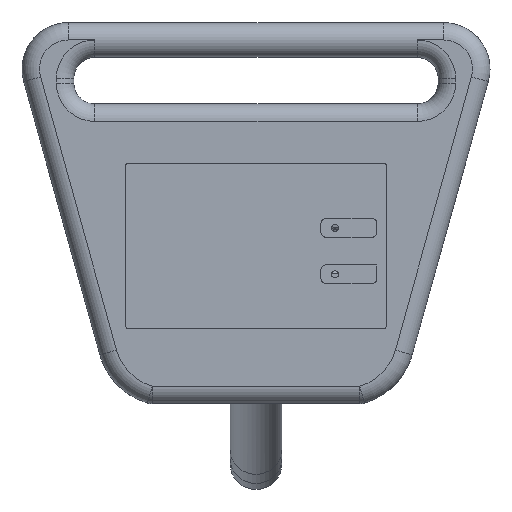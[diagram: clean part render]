
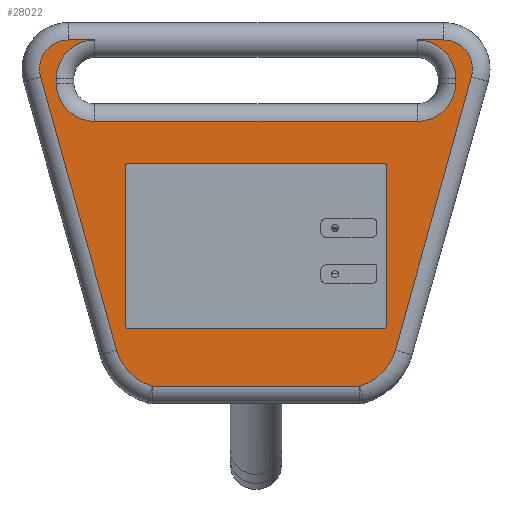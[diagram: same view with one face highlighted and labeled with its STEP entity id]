
A CAD part, top view. The second image highlights one B-rep face of the part: STEP entity #28022.
In plain terms, the highlighted planar face has unit normal (0, 0, 1).
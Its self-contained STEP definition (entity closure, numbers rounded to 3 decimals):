
#310=FACE_BOUND('',#5837,.T.);
#685=PLANE('',#29455);
#4166=FACE_OUTER_BOUND('',#5836,.T.);
#5836=EDGE_LOOP('',(#23221,#23222,#23223,#23224,#23225,#23226,#23227,#23228,
#23229,#23230,#23231,#23232,#23233,#23234,#23235,#23236));
#5837=EDGE_LOOP('',(#23237,#23238,#23239,#23240,#23241,#23242,#23243,#23244));
#6687=CIRCLE('',#29252,1.);
#6689=CIRCLE('',#29256,1.);
#6691=CIRCLE('',#29260,1.);
#6693=CIRCLE('',#29264,1.);
#6721=CIRCLE('',#29352,16.5);
#6725=CIRCLE('',#29357,16.5);
#6729=CIRCLE('',#29363,16.5);
#6733=CIRCLE('',#29369,16.5);
#6766=CIRCLE('',#29432,12.5);
#6770=CIRCLE('',#29438,12.5);
#6773=CIRCLE('',#29443,22.5);
#6775=CIRCLE('',#29447,22.5);
#8197=LINE('',#48452,#10223);
#8202=LINE('',#48466,#10228);
#8206=LINE('',#48478,#10232);
#8210=LINE('',#48490,#10236);
#8281=LINE('',#49285,#10307);
#8283=LINE('',#49297,#10309);
#8284=LINE('',#49304,#10310);
#8299=LINE('',#49591,#10325);
#8302=LINE('',#49606,#10328);
#8303=LINE('',#49607,#10329);
#8305=LINE('',#49619,#10331);
#8306=LINE('',#49624,#10332);
#10223=VECTOR('',#32349,10.);
#10228=VECTOR('',#32362,10.);
#10232=VECTOR('',#32374,10.);
#10236=VECTOR('',#32386,10.);
#10307=VECTOR('',#32651,10.);
#10309=VECTOR('',#32665,10.);
#10310=VECTOR('',#32676,10.);
#10325=VECTOR('',#32805,10.);
#10328=VECTOR('',#32822,10.);
#10329=VECTOR('',#32823,10.);
#10331=VECTOR('',#32837,10.);
#10332=VECTOR('',#32846,10.);
#12582=VERTEX_POINT('',#48450);
#12583=VERTEX_POINT('',#48451);
#12586=VERTEX_POINT('',#48459);
#12588=VERTEX_POINT('',#48465);
#12590=VERTEX_POINT('',#48471);
#12592=VERTEX_POINT('',#48477);
#12594=VERTEX_POINT('',#48483);
#12596=VERTEX_POINT('',#48489);
#12682=VERTEX_POINT('',#49269);
#12683=VERTEX_POINT('',#49271);
#12684=VERTEX_POINT('',#49275);
#12685=VERTEX_POINT('',#49277);
#12686=VERTEX_POINT('',#49281);
#12688=VERTEX_POINT('',#49287);
#12690=VERTEX_POINT('',#49293);
#12692=VERTEX_POINT('',#49299);
#12695=VERTEX_POINT('',#49313);
#12697=VERTEX_POINT('',#49318);
#12718=VERTEX_POINT('',#49588);
#12719=VERTEX_POINT('',#49590);
#12721=VERTEX_POINT('',#49596);
#12723=VERTEX_POINT('',#49602);
#12725=VERTEX_POINT('',#49609);
#12727=VERTEX_POINT('',#49615);
#16165=EDGE_CURVE('',#12582,#12583,#8197,.T.);
#16169=EDGE_CURVE('',#12583,#12586,#6687,.T.);
#16172=EDGE_CURVE('',#12586,#12588,#8202,.T.);
#16175=EDGE_CURVE('',#12588,#12590,#6689,.T.);
#16178=EDGE_CURVE('',#12590,#12592,#8206,.T.);
#16181=EDGE_CURVE('',#12592,#12594,#6691,.T.);
#16184=EDGE_CURVE('',#12594,#12596,#8210,.T.);
#16187=EDGE_CURVE('',#12596,#12582,#6693,.T.);
#16320=EDGE_CURVE('',#12682,#12683,#6721,.T.);
#16324=EDGE_CURVE('',#12685,#12684,#6725,.T.);
#16327=EDGE_CURVE('',#12684,#12686,#8281,.T.);
#16330=EDGE_CURVE('',#12686,#12688,#6729,.T.);
#16333=EDGE_CURVE('',#12688,#12690,#8283,.T.);
#16336=EDGE_CURVE('',#12690,#12692,#6733,.T.);
#16337=EDGE_CURVE('',#12692,#12682,#8284,.T.);
#16389=EDGE_CURVE('',#12718,#12719,#8299,.T.);
#16394=EDGE_CURVE('',#12719,#12721,#6766,.T.);
#16397=EDGE_CURVE('',#12721,#12685,#8302,.T.);
#16398=EDGE_CURVE('',#12683,#12723,#8303,.T.);
#16401=EDGE_CURVE('',#12723,#12725,#6770,.T.);
#16404=EDGE_CURVE('',#12725,#12727,#8305,.T.);
#16406=EDGE_CURVE('',#12727,#12697,#6773,.T.);
#16407=EDGE_CURVE('',#12697,#12695,#8306,.T.);
#16410=EDGE_CURVE('',#12695,#12718,#6775,.T.);
#23221=ORIENTED_EDGE('',*,*,#16324,.F.);
#23222=ORIENTED_EDGE('',*,*,#16397,.F.);
#23223=ORIENTED_EDGE('',*,*,#16394,.F.);
#23224=ORIENTED_EDGE('',*,*,#16389,.F.);
#23225=ORIENTED_EDGE('',*,*,#16410,.F.);
#23226=ORIENTED_EDGE('',*,*,#16407,.F.);
#23227=ORIENTED_EDGE('',*,*,#16406,.F.);
#23228=ORIENTED_EDGE('',*,*,#16404,.F.);
#23229=ORIENTED_EDGE('',*,*,#16401,.F.);
#23230=ORIENTED_EDGE('',*,*,#16398,.F.);
#23231=ORIENTED_EDGE('',*,*,#16320,.F.);
#23232=ORIENTED_EDGE('',*,*,#16337,.F.);
#23233=ORIENTED_EDGE('',*,*,#16336,.F.);
#23234=ORIENTED_EDGE('',*,*,#16333,.F.);
#23235=ORIENTED_EDGE('',*,*,#16330,.F.);
#23236=ORIENTED_EDGE('',*,*,#16327,.F.);
#23237=ORIENTED_EDGE('',*,*,#16178,.T.);
#23238=ORIENTED_EDGE('',*,*,#16181,.T.);
#23239=ORIENTED_EDGE('',*,*,#16184,.T.);
#23240=ORIENTED_EDGE('',*,*,#16187,.T.);
#23241=ORIENTED_EDGE('',*,*,#16165,.T.);
#23242=ORIENTED_EDGE('',*,*,#16169,.T.);
#23243=ORIENTED_EDGE('',*,*,#16172,.T.);
#23244=ORIENTED_EDGE('',*,*,#16175,.T.);
#28022=ADVANCED_FACE('',(#4166,#310),#685,.T.);
#29252=AXIS2_PLACEMENT_3D('',#48460,#32355,#32356);
#29256=AXIS2_PLACEMENT_3D('',#48472,#32367,#32368);
#29260=AXIS2_PLACEMENT_3D('',#48484,#32379,#32380);
#29264=AXIS2_PLACEMENT_3D('',#48495,#32391,#32392);
#29352=AXIS2_PLACEMENT_3D('',#49272,#32634,#32635);
#29357=AXIS2_PLACEMENT_3D('',#49279,#32644,#32645);
#29363=AXIS2_PLACEMENT_3D('',#49291,#32658,#32659);
#29369=AXIS2_PLACEMENT_3D('',#49302,#32672,#32673);
#29432=AXIS2_PLACEMENT_3D('',#49600,#32815,#32816);
#29438=AXIS2_PLACEMENT_3D('',#49613,#32830,#32831);
#29443=AXIS2_PLACEMENT_3D('',#49622,#32842,#32843);
#29447=AXIS2_PLACEMENT_3D('',#49628,#32852,#32853);
#29455=AXIS2_PLACEMENT_3D('',#49641,#32873,#32874);
#32349=DIRECTION('',(-1.,0.,0.));
#32355=DIRECTION('center_axis',(0.,0.,-1.));
#32356=DIRECTION('ref_axis',(-1.,0.,0.));
#32362=DIRECTION('',(0.,1.,0.));
#32367=DIRECTION('center_axis',(0.,0.,-1.));
#32368=DIRECTION('ref_axis',(0.,1.,0.));
#32374=DIRECTION('',(1.,0.,0.));
#32379=DIRECTION('center_axis',(0.,0.,-1.));
#32380=DIRECTION('ref_axis',(1.,0.,0.));
#32386=DIRECTION('',(0.,-1.,0.));
#32391=DIRECTION('center_axis',(0.,0.,-1.));
#32392=DIRECTION('ref_axis',(0.,-1.,0.));
#32634=DIRECTION('center_axis',(0.,0.,1.));
#32635=DIRECTION('ref_axis',(0.707,0.707,0.));
#32644=DIRECTION('center_axis',(0.,0.,1.));
#32645=DIRECTION('ref_axis',(-0.707,0.707,0.));
#32651=DIRECTION('',(0.,-1.,0.));
#32658=DIRECTION('center_axis',(0.,0.,1.));
#32659=DIRECTION('ref_axis',(-0.707,-0.707,0.));
#32665=DIRECTION('',(1.,0.,0.));
#32672=DIRECTION('center_axis',(0.,0.,1.));
#32673=DIRECTION('ref_axis',(0.707,-0.707,0.));
#32676=DIRECTION('',(0.,1.,0.));
#32805=DIRECTION('',(-0.268,0.963,0.));
#32815=DIRECTION('center_axis',(0.,0.,-1.));
#32816=DIRECTION('ref_axis',(-0.796,0.605,0.));
#32822=DIRECTION('',(1.,0.,0.));
#32823=DIRECTION('',(1.,0.,0.));
#32830=DIRECTION('center_axis',(0.,0.,-1.));
#32831=DIRECTION('ref_axis',(0.796,0.605,0.));
#32837=DIRECTION('',(-0.268,-0.963,0.));
#32842=DIRECTION('center_axis',(0.,0.,-1.));
#32843=DIRECTION('ref_axis',(0.698,-0.716,0.));
#32846=DIRECTION('',(-1.,0.,0.));
#32852=DIRECTION('center_axis',(0.,0.,-1.));
#32853=DIRECTION('ref_axis',(-0.698,-0.716,0.));
#32873=DIRECTION('center_axis',(0.,0.,1.));
#32874=DIRECTION('ref_axis',(0.,-1.,0.));
#48450=CARTESIAN_POINT('',(55.,10.223,4.115));
#48451=CARTESIAN_POINT('',(-55.,10.223,4.115));
#48452=CARTESIAN_POINT('',(-27.5,10.223,4.115));
#48459=CARTESIAN_POINT('',(-56.,11.223,4.115));
#48460=CARTESIAN_POINT('Origin',(-55.,11.223,4.115));
#48465=CARTESIAN_POINT('',(-56.,80.223,4.115));
#48466=CARTESIAN_POINT('',(-56.,114.034,4.115));
#48471=CARTESIAN_POINT('',(-55.,81.223,4.115));
#48472=CARTESIAN_POINT('Origin',(-55.,80.223,4.115));
#48477=CARTESIAN_POINT('',(55.,81.223,4.115));
#48478=CARTESIAN_POINT('',(27.5,81.223,4.115));
#48483=CARTESIAN_POINT('',(56.,80.223,4.115));
#48484=CARTESIAN_POINT('Origin',(55.,80.223,4.115));
#48489=CARTESIAN_POINT('',(56.,11.223,4.115));
#48490=CARTESIAN_POINT('',(56.,79.534,4.115));
#48495=CARTESIAN_POINT('Origin',(55.,11.223,4.115));
#49269=CARTESIAN_POINT('',(85.797,117.713,4.115));
#49271=CARTESIAN_POINT('',(69.297,134.213,4.115));
#49272=CARTESIAN_POINT('Origin',(69.297,117.713,4.115));
#49275=CARTESIAN_POINT('',(-85.797,117.713,4.115));
#49277=CARTESIAN_POINT('',(-69.297,134.213,4.115));
#49279=CARTESIAN_POINT('Origin',(-69.297,117.713,4.115));
#49281=CARTESIAN_POINT('',(-85.797,115.713,4.115));
#49285=CARTESIAN_POINT('',(-85.797,131.779,4.115));
#49287=CARTESIAN_POINT('',(-69.297,99.213,4.115));
#49291=CARTESIAN_POINT('Origin',(-69.297,115.713,4.115));
#49293=CARTESIAN_POINT('',(69.297,99.213,4.115));
#49297=CARTESIAN_POINT('',(34.648,99.213,4.115));
#49299=CARTESIAN_POINT('',(85.797,115.713,4.115));
#49302=CARTESIAN_POINT('Origin',(69.297,115.713,4.115));
#49304=CARTESIAN_POINT('',(85.797,132.779,4.115));
#49313=CARTESIAN_POINT('',(-44.582,-14.628,4.115));
#49318=CARTESIAN_POINT('',(44.582,-14.628,4.115));
#49588=CARTESIAN_POINT('',(-59.912,0.921,4.115));
#49590=CARTESIAN_POINT('',(-92.626,118.359,4.115));
#49591=CARTESIAN_POINT('',(-93.102,120.069,4.115));
#49596=CARTESIAN_POINT('',(-80.584,134.213,4.115));
#49600=CARTESIAN_POINT('Origin',(-80.584,121.713,4.115));
#49602=CARTESIAN_POINT('',(80.584,134.213,4.115));
#49606=CARTESIAN_POINT('',(40.292,134.213,4.115));
#49607=CARTESIAN_POINT('',(40.292,134.213,4.115));
#49609=CARTESIAN_POINT('',(92.626,118.359,4.115));
#49613=CARTESIAN_POINT('Origin',(80.584,121.713,4.115));
#49615=CARTESIAN_POINT('',(59.912,0.921,4.115));
#49619=CARTESIAN_POINT('',(76.745,61.35,4.115));
#49622=CARTESIAN_POINT('Origin',(38.238,6.959,4.115));
#49624=CARTESIAN_POINT('',(0.,-14.628,4.115));
#49628=CARTESIAN_POINT('Origin',(-38.238,6.959,4.115));
#49641=CARTESIAN_POINT('Origin',(0.,147.846,4.115));
